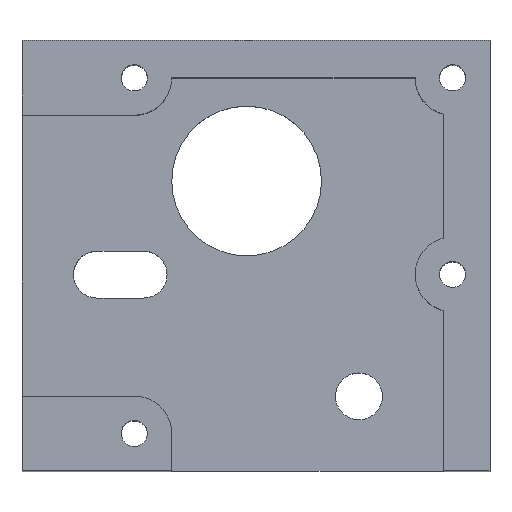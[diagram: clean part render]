
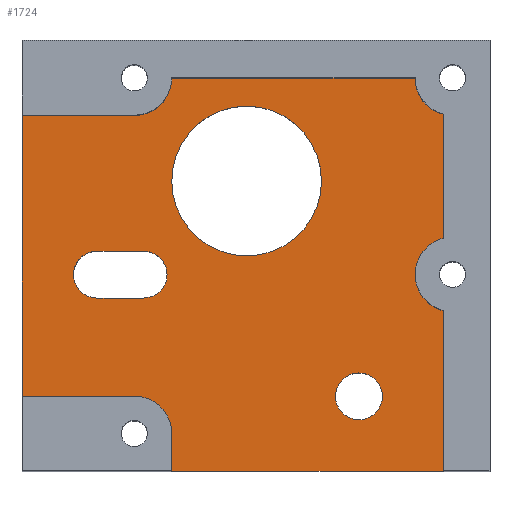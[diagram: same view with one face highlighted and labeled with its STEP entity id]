
A CAD part, top view. The second image highlights one B-rep face of the part: STEP entity #1724.
In plain terms, the highlighted planar face has unit normal (0, 0, 1).
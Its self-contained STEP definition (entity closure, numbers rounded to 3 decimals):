
#563 = VERTEX_POINT('',#564);
#564 = CARTESIAN_POINT('',(-10.,38.,27.));
#570 = EDGE_CURVE('',#571,#563,#573,.T.);
#571 = VERTEX_POINT('',#572);
#572 = CARTESIAN_POINT('',(-10.,8.,27.));
#573 = LINE('',#574,#575);
#574 = CARTESIAN_POINT('',(-10.,8.,27.));
#575 = VECTOR('',#576,1.);
#576 = DIRECTION('',(0.,1.,0.));
#895 = VERTEX_POINT('',#896);
#896 = CARTESIAN_POINT('',(6.,0.,27.));
#902 = EDGE_CURVE('',#903,#895,#905,.T.);
#903 = VERTEX_POINT('',#904);
#904 = CARTESIAN_POINT('',(35.,0.,27.));
#905 = LINE('',#906,#907);
#906 = CARTESIAN_POINT('',(35.,0.,27.));
#907 = VECTOR('',#908,1.);
#908 = DIRECTION('',(-1.,-0.,-0.));
#1301 = VERTEX_POINT('',#1302);
#1302 = CARTESIAN_POINT('',(2.,38.,27.));
#1308 = EDGE_CURVE('',#1301,#563,#1309,.T.);
#1309 = LINE('',#1310,#1311);
#1310 = CARTESIAN_POINT('',(2.,38.,27.));
#1311 = VECTOR('',#1312,1.);
#1312 = DIRECTION('',(-1.,-0.,-0.));
#1333 = VERTEX_POINT('',#1334);
#1334 = CARTESIAN_POINT('',(6.,42.,27.));
#1340 = EDGE_CURVE('',#1333,#1301,#1341,.T.);
#1341 = CIRCLE('',#1342,4.);
#1342 = AXIS2_PLACEMENT_3D('',#1343,#1344,#1345);
#1343 = CARTESIAN_POINT('',(2.,42.,27.));
#1344 = DIRECTION('',(0.,0.,-1.));
#1345 = DIRECTION('',(-1.,-0.,-0.));
#1366 = VERTEX_POINT('',#1367);
#1367 = CARTESIAN_POINT('',(32.,42.,27.));
#1373 = EDGE_CURVE('',#1366,#1333,#1374,.T.);
#1374 = LINE('',#1375,#1376);
#1375 = CARTESIAN_POINT('',(32.,42.,27.));
#1376 = VECTOR('',#1377,1.);
#1377 = DIRECTION('',(-1.,-0.,-0.));
#1409 = VERTEX_POINT('',#1410);
#1410 = CARTESIAN_POINT('',(35.,38.127,27.));
#1416 = EDGE_CURVE('',#1409,#1366,#1417,.T.);
#1417 = CIRCLE('',#1418,4.);
#1418 = AXIS2_PLACEMENT_3D('',#1419,#1420,#1421);
#1419 = CARTESIAN_POINT('',(36.,42.,27.));
#1420 = DIRECTION('',(0.,0.,-1.));
#1421 = DIRECTION('',(-1.,-0.,-0.));
#1436 = EDGE_CURVE('',#1409,#1437,#1439,.T.);
#1437 = VERTEX_POINT('',#1438);
#1438 = CARTESIAN_POINT('',(35.,24.873,27.));
#1439 = LINE('',#1440,#1441);
#1440 = CARTESIAN_POINT('',(35.,38.127,27.));
#1441 = VECTOR('',#1442,1.);
#1442 = DIRECTION('',(-0.,-1.,-0.));
#1460 = VERTEX_POINT('',#1461);
#1461 = CARTESIAN_POINT('',(35.,17.127,27.));
#1467 = EDGE_CURVE('',#1460,#1437,#1468,.T.);
#1468 = CIRCLE('',#1469,4.);
#1469 = AXIS2_PLACEMENT_3D('',#1470,#1471,#1472);
#1470 = CARTESIAN_POINT('',(36.,21.,27.));
#1471 = DIRECTION('',(0.,0.,-1.));
#1472 = DIRECTION('',(-1.,-0.,-0.));
#1485 = EDGE_CURVE('',#1460,#903,#1486,.T.);
#1486 = LINE('',#1487,#1488);
#1487 = CARTESIAN_POINT('',(35.,17.127,27.));
#1488 = VECTOR('',#1489,1.);
#1489 = DIRECTION('',(-0.,-1.,-0.));
#1705 = VERTEX_POINT('',#1706);
#1706 = CARTESIAN_POINT('',(2.,8.,27.));
#1712 = EDGE_CURVE('',#1705,#571,#1713,.T.);
#1713 = LINE('',#1714,#1715);
#1714 = CARTESIAN_POINT('',(2.,8.,27.));
#1715 = VECTOR('',#1716,1.);
#1716 = DIRECTION('',(-1.,-0.,-0.));
#1724 = ADVANCED_FACE('',(#1725,#1752,#1788,#1799),#1810,.T.);
#1725 = FACE_BOUND('',#1726,.F.);
#1726 = EDGE_LOOP('',(#1727,#1728,#1729,#1730,#1731,#1732,#1740,#1747,
    #1748,#1749,#1750,#1751));
#1727 = ORIENTED_EDGE('',*,*,#1416,.F.);
#1728 = ORIENTED_EDGE('',*,*,#1436,.T.);
#1729 = ORIENTED_EDGE('',*,*,#1467,.F.);
#1730 = ORIENTED_EDGE('',*,*,#1485,.T.);
#1731 = ORIENTED_EDGE('',*,*,#902,.T.);
#1732 = ORIENTED_EDGE('',*,*,#1733,.F.);
#1733 = EDGE_CURVE('',#1734,#895,#1736,.T.);
#1734 = VERTEX_POINT('',#1735);
#1735 = CARTESIAN_POINT('',(6.,4.,27.));
#1736 = LINE('',#1737,#1738);
#1737 = CARTESIAN_POINT('',(6.,4.,27.));
#1738 = VECTOR('',#1739,1.);
#1739 = DIRECTION('',(-0.,-1.,-0.));
#1740 = ORIENTED_EDGE('',*,*,#1741,.F.);
#1741 = EDGE_CURVE('',#1705,#1734,#1742,.T.);
#1742 = CIRCLE('',#1743,4.);
#1743 = AXIS2_PLACEMENT_3D('',#1744,#1745,#1746);
#1744 = CARTESIAN_POINT('',(2.,4.,27.));
#1745 = DIRECTION('',(0.,0.,-1.));
#1746 = DIRECTION('',(-1.,-0.,-0.));
#1747 = ORIENTED_EDGE('',*,*,#1712,.T.);
#1748 = ORIENTED_EDGE('',*,*,#570,.T.);
#1749 = ORIENTED_EDGE('',*,*,#1308,.F.);
#1750 = ORIENTED_EDGE('',*,*,#1340,.F.);
#1751 = ORIENTED_EDGE('',*,*,#1373,.F.);
#1752 = FACE_BOUND('',#1753,.F.);
#1753 = EDGE_LOOP('',(#1754,#1764,#1773,#1781));
#1754 = ORIENTED_EDGE('',*,*,#1755,.F.);
#1755 = EDGE_CURVE('',#1756,#1758,#1760,.T.);
#1756 = VERTEX_POINT('',#1757);
#1757 = CARTESIAN_POINT('',(-2.,23.5,27.));
#1758 = VERTEX_POINT('',#1759);
#1759 = CARTESIAN_POINT('',(3.,23.5,27.));
#1760 = LINE('',#1761,#1762);
#1761 = CARTESIAN_POINT('',(5.856,23.5,27.));
#1762 = VECTOR('',#1763,1.);
#1763 = DIRECTION('',(1.,0.,0.));
#1764 = ORIENTED_EDGE('',*,*,#1765,.T.);
#1765 = EDGE_CURVE('',#1756,#1766,#1768,.T.);
#1766 = VERTEX_POINT('',#1767);
#1767 = CARTESIAN_POINT('',(-2.,18.5,27.));
#1768 = CIRCLE('',#1769,2.5);
#1769 = AXIS2_PLACEMENT_3D('',#1770,#1771,#1772);
#1770 = CARTESIAN_POINT('',(-2.,21.,27.));
#1771 = DIRECTION('',(0.,0.,1.));
#1772 = DIRECTION('',(-1.,0.,0.));
#1773 = ORIENTED_EDGE('',*,*,#1774,.F.);
#1774 = EDGE_CURVE('',#1775,#1766,#1777,.T.);
#1775 = VERTEX_POINT('',#1776);
#1776 = CARTESIAN_POINT('',(3.,18.5,27.));
#1777 = LINE('',#1778,#1779);
#1778 = CARTESIAN_POINT('',(8.356,18.5,27.));
#1779 = VECTOR('',#1780,1.);
#1780 = DIRECTION('',(-1.,-0.,-0.));
#1781 = ORIENTED_EDGE('',*,*,#1782,.T.);
#1782 = EDGE_CURVE('',#1775,#1758,#1783,.T.);
#1783 = CIRCLE('',#1784,2.5);
#1784 = AXIS2_PLACEMENT_3D('',#1785,#1786,#1787);
#1785 = CARTESIAN_POINT('',(3.,21.,27.));
#1786 = DIRECTION('',(0.,0.,1.));
#1787 = DIRECTION('',(-1.,0.,0.));
#1788 = FACE_BOUND('',#1789,.F.);
#1789 = EDGE_LOOP('',(#1790));
#1790 = ORIENTED_EDGE('',*,*,#1791,.T.);
#1791 = EDGE_CURVE('',#1792,#1792,#1794,.T.);
#1792 = VERTEX_POINT('',#1793);
#1793 = CARTESIAN_POINT('',(23.5,8.,27.));
#1794 = CIRCLE('',#1795,2.5);
#1795 = AXIS2_PLACEMENT_3D('',#1796,#1797,#1798);
#1796 = CARTESIAN_POINT('',(26.,8.,27.));
#1797 = DIRECTION('',(0.,0.,1.));
#1798 = DIRECTION('',(-1.,0.,0.));
#1799 = FACE_BOUND('',#1800,.F.);
#1800 = EDGE_LOOP('',(#1801));
#1801 = ORIENTED_EDGE('',*,*,#1802,.T.);
#1802 = EDGE_CURVE('',#1803,#1803,#1805,.T.);
#1803 = VERTEX_POINT('',#1804);
#1804 = CARTESIAN_POINT('',(6.,31.,27.));
#1805 = CIRCLE('',#1806,8.);
#1806 = AXIS2_PLACEMENT_3D('',#1807,#1808,#1809);
#1807 = CARTESIAN_POINT('',(14.,31.,27.));
#1808 = DIRECTION('',(0.,0.,1.));
#1809 = DIRECTION('',(-1.,0.,0.));
#1810 = PLANE('',#1811);
#1811 = AXIS2_PLACEMENT_3D('',#1812,#1813,#1814);
#1812 = CARTESIAN_POINT('',(13.713,21.106,27.));
#1813 = DIRECTION('',(0.,0.,1.));
#1814 = DIRECTION('',(0.,-1.,0.));
